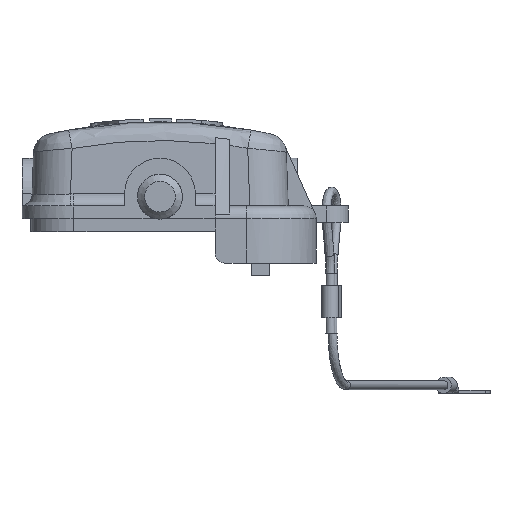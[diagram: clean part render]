
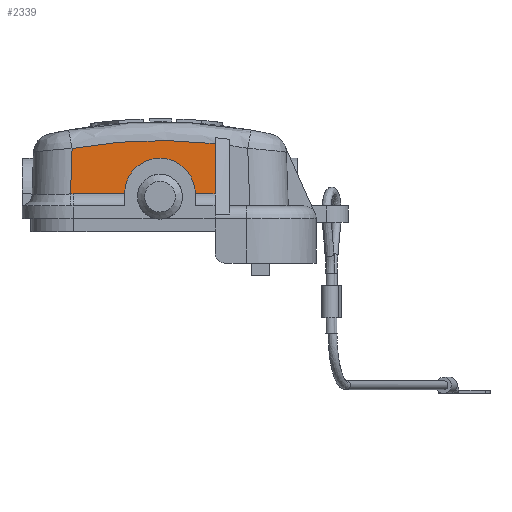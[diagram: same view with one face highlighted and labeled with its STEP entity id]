
A CAD part, left-side view. The second image highlights one B-rep face of the part: STEP entity #2339.
In plain terms, the highlighted planar face has unit normal (-0.999, 0, 0.035).
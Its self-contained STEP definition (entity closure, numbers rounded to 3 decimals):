
#1965=FACE_OUTER_BOUND('',#2991,.T.);
#2220=ELLIPSE('',#7218,77.047,77.);
#2234=ELLIPSE('',#7286,5.503,5.5);
#2339=ADVANCED_FACE('',(#1965),#2615,.T.);
#2615=PLANE('',#7287);
#2784=B_SPLINE_CURVE_WITH_KNOTS('',3,(#10128,#10129,#10130,#10131),
 .UNSPECIFIED.,.F.,.F.,(4,4),(0.,1.),.UNSPECIFIED.);
#2991=EDGE_LOOP('',(#3749,#3750,#3751,#3752,#3753,#3754,#3755,#3756,#3757));
#3749=ORIENTED_EDGE('',*,*,#5625,.T.);
#3750=ORIENTED_EDGE('',*,*,#5626,.T.);
#3751=ORIENTED_EDGE('',*,*,#5627,.T.);
#3752=ORIENTED_EDGE('',*,*,#5451,.T.);
#3753=ORIENTED_EDGE('',*,*,#5628,.T.);
#3754=ORIENTED_EDGE('',*,*,#5629,.T.);
#3755=ORIENTED_EDGE('',*,*,#5630,.T.);
#3756=ORIENTED_EDGE('',*,*,#5631,.F.);
#3757=ORIENTED_EDGE('',*,*,#5632,.T.);
#4958=VERTEX_POINT('',#9622);
#4959=VERTEX_POINT('',#9624);
#5091=VERTEX_POINT('',#10121);
#5092=VERTEX_POINT('',#10122);
#5093=VERTEX_POINT('',#10124);
#5094=VERTEX_POINT('',#10127);
#5095=VERTEX_POINT('',#10132);
#5096=VERTEX_POINT('',#10134);
#5097=VERTEX_POINT('',#10136);
#5451=EDGE_CURVE('',#4959,#4958,#2220,.T.);
#5625=EDGE_CURVE('',#5091,#5092,#6225,.T.);
#5626=EDGE_CURVE('',#5092,#5093,#6226,.T.);
#5627=EDGE_CURVE('',#5093,#4959,#6227,.T.);
#5628=EDGE_CURVE('',#4958,#5094,#6228,.T.);
#5629=EDGE_CURVE('',#5094,#5095,#2784,.T.);
#5630=EDGE_CURVE('',#5095,#5096,#6229,.T.);
#5631=EDGE_CURVE('',#5097,#5096,#6230,.T.);
#5632=EDGE_CURVE('',#5097,#5091,#2234,.T.);
#6225=LINE('',#10120,#6626);
#6226=LINE('',#10123,#6627);
#6227=LINE('',#10125,#6628);
#6228=LINE('',#10126,#6629);
#6229=LINE('',#10133,#6630);
#6230=LINE('',#10135,#6631);
#6626=VECTOR('',#8058,1.);
#6627=VECTOR('',#8059,1.);
#6628=VECTOR('',#8060,1.);
#6629=VECTOR('',#8061,1.);
#6630=VECTOR('',#8062,1.);
#6631=VECTOR('',#8063,1.);
#7218=AXIS2_PLACEMENT_3D('',#9623,#7806,#7807);
#7286=AXIS2_PLACEMENT_3D('',#10137,#8064,#8065);
#7287=AXIS2_PLACEMENT_3D('',#10138,#8066,#8067);
#7806=DIRECTION('',(-0.999,0.,0.035));
#7807=DIRECTION('',(-0.035,0.,-0.999));
#8058=DIRECTION('',(-0.035,0.,-0.999));
#8059=DIRECTION('',(0.,-1.,0.));
#8060=DIRECTION('',(0.035,0.,0.999));
#8061=DIRECTION('',(-0.035,0.035,-0.999));
#8062=DIRECTION('',(0.,-1.,0.));
#8063=DIRECTION('',(-0.035,0.,-0.999));
#8064=DIRECTION('',(0.999,0.,-0.035));
#8065=DIRECTION('',(-0.035,0.,-0.999));
#8066=DIRECTION('',(-0.999,0.,0.035));
#8067=DIRECTION('',(0.035,0.,0.999));
#9622=CARTESIAN_POINT('',(-11.245,-26.574,23.067));
#9623=CARTESIAN_POINT('',(-13.891,-40.264,-52.706));
#9624=CARTESIAN_POINT('',(-11.219,-48.864,23.812));
#10120=CARTESIAN_POINT('',(-11.489,-45.764,16.089));
#10121=CARTESIAN_POINT('',(-11.491,-45.764,16.039));
#10122=CARTESIAN_POINT('',(-11.493,-45.764,15.968));
#10123=CARTESIAN_POINT('',(-11.493,-48.864,15.968));
#10124=CARTESIAN_POINT('',(-11.493,-48.864,15.968));
#10125=CARTESIAN_POINT('',(-11.415,-48.864,18.214));
#10126=CARTESIAN_POINT('',(-11.566,-26.253,13.88));
#10127=CARTESIAN_POINT('',(-11.493,-26.326,15.965));
#10128=CARTESIAN_POINT('',(-11.493,-26.326,15.965));
#10129=CARTESIAN_POINT('',(-11.493,-26.472,15.967));
#10130=CARTESIAN_POINT('',(-11.493,-26.618,15.968));
#10131=CARTESIAN_POINT('',(-11.493,-26.764,15.968));
#10132=CARTESIAN_POINT('',(-11.493,-26.764,15.968));
#10133=CARTESIAN_POINT('',(-11.493,-33.764,15.968));
#10134=CARTESIAN_POINT('',(-11.493,-34.764,15.968));
#10135=CARTESIAN_POINT('',(-11.559,-34.764,14.089));
#10136=CARTESIAN_POINT('',(-11.491,-34.764,16.039));
#10137=CARTESIAN_POINT('',(-11.491,-40.264,16.039));
#10138=CARTESIAN_POINT('',(-11.559,-20.264,14.089));
